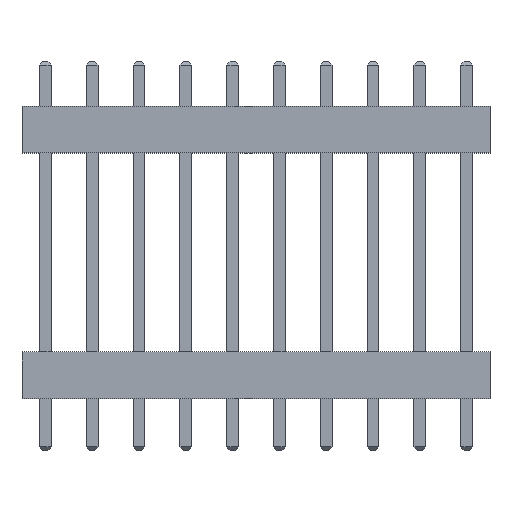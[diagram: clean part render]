
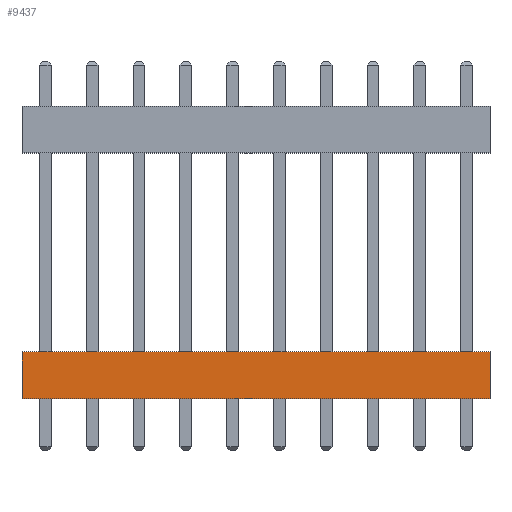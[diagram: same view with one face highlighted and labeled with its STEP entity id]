
A CAD part, top view. The second image highlights one B-rep face of the part: STEP entity #9437.
In plain terms, the highlighted planar face has unit normal (0, 0, 1).
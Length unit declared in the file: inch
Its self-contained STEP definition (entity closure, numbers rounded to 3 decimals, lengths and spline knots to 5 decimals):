
#49=ORIENTED_EDGE('',*,*,#2720,.T.);
#50=ORIENTED_EDGE('',*,*,#2728,.F.);
#51=ORIENTED_EDGE('',*,*,#2729,.F.);
#52=ORIENTED_EDGE('',*,*,#2723,.T.);
#2720=EDGE_CURVE('',#4058,#4060,#4900,.T.);
#2723=EDGE_CURVE('',#4063,#4058,#4903,.T.);
#2728=EDGE_CURVE('',#4067,#4060,#4908,.T.);
#2729=EDGE_CURVE('',#4063,#4067,#4909,.T.);
#4058=VERTEX_POINT('',#12995);
#4060=VERTEX_POINT('',#12999);
#4063=VERTEX_POINT('',#13007);
#4067=VERTEX_POINT('',#13017);
#4900=LINE('',#13000,#6240);
#4903=LINE('',#13006,#6243);
#4908=LINE('',#13016,#6248);
#4909=LINE('',#13018,#6249);
#6240=VECTOR('',#10566,39.37008);
#6243=VECTOR('',#10571,39.37008);
#6248=VECTOR('',#10578,39.37008);
#6249=VECTOR('',#10579,39.37008);
#7579=EDGE_LOOP('',(#49,#50,#51,#52));
#8237=FACE_BOUND('',#7579,.T.);
#8895=PLANE('',#10016);
#9437=ADVANCED_FACE('',(#8237),#8895,.F.);
#10016=AXIS2_PLACEMENT_3D('',#13015,#10576,#10577);
#10566=DIRECTION('',(1.,0.,0.));
#10571=DIRECTION('',(0.,-1.,0.));
#10576=DIRECTION('',(0.,0.,-1.));
#10577=DIRECTION('',(-1.,0.,0.));
#10578=DIRECTION('',(0.,-1.,0.));
#10579=DIRECTION('',(1.,0.,0.));
#12995=CARTESIAN_POINT('',(-0.5,0.,0.1));
#12999=CARTESIAN_POINT('',(0.5,0.,0.1));
#13000=CARTESIAN_POINT('',(-0.5,0.,0.1));
#13006=CARTESIAN_POINT('',(-0.5,0.1,0.1));
#13007=CARTESIAN_POINT('',(-0.5,0.1,0.1));
#13015=CARTESIAN_POINT('',(-0.5,0.1,0.1));
#13016=CARTESIAN_POINT('',(0.5,0.1,0.1));
#13017=CARTESIAN_POINT('',(0.5,0.1,0.1));
#13018=CARTESIAN_POINT('',(-0.5,0.1,0.1));
